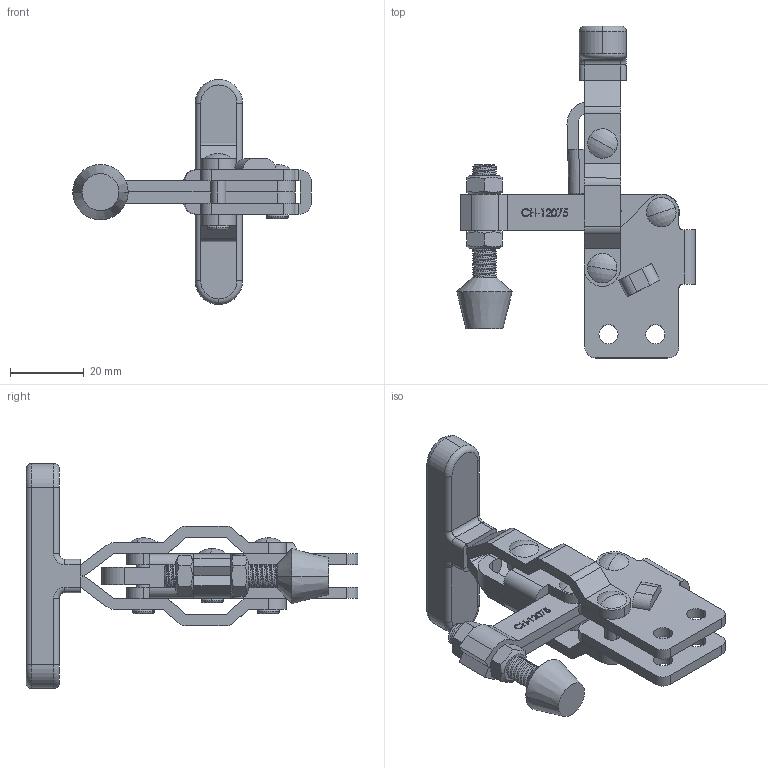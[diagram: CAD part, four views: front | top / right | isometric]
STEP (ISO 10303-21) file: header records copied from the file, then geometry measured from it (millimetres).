
FILE_DESCRIPTION (( 'STEP AP203' ), '1' );
FILE_NAME ('CH-12075.STEP', '2012-07-12T09:39:54', ( '微软用户' ), ( '微软中国' ), 'SwSTEP 2.0', 'SolidWorks 2010', '' );
FILE_SCHEMA (( 'CONFIG_CONTROL_DESIGN' ));
Length unit declared in the file: millimetre
Products named in the file (9): CH-12075-02 FIXED SPINDLE; CH-FC-14134 SPINDLE SUPPLIED; CH-FC-14134 Nut; CH-12075; CH-12055-01 STRAIGHT BASE; CH-12070-03 T-HANDLE; CH-12050-07; CH-12050-04 CONNECTING-PLATE; CH-12050-06
Assembly tree (11 placements, depth 2):
  CH-12075
    CH-FC-14134 Nut  x2
    CH-12070-03 T-HANDLE
    CH-12050-04 CONNECTING-PLATE
    CH-12055-01 STRAIGHT BASE
    CH-12050-07  x2
    CH-FC-14134 SPINDLE SUPPLIED
    CH-12075-02 FIXED SPINDLE
    CH-12050-06  x2
Bounding box: 64.62 x 89.91 x 61 mm (x, y, z)
Volume: 26137.7 mm3; surface area: 20480.4 mm2
Topology: 12 solids, 15 shells, 718 faces, 1925 edges, 1265 vertices
Faces by surface type: plane 275, cylinder 197, bspline 171, torus 34, cone 33, sphere 8
Entity records: 38132 total; most frequent: CARTESIAN_POINT 21627, ORIENTED_EDGE 3584, DIRECTION 2637, EDGE_CURVE 1792, VERTEX_POINT 1183, VECTOR 983, LINE 983, AXIS2_PLACEMENT_3D 827
